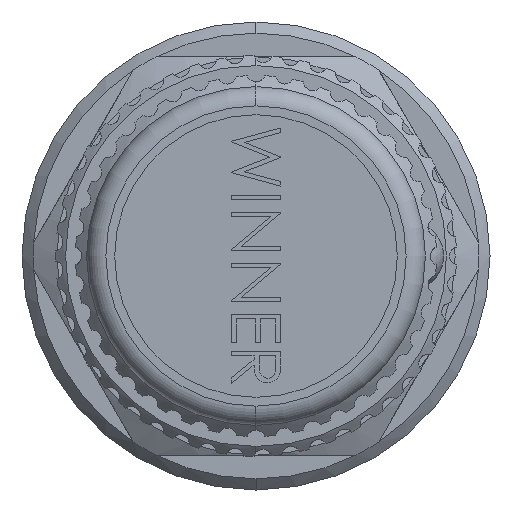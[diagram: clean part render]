
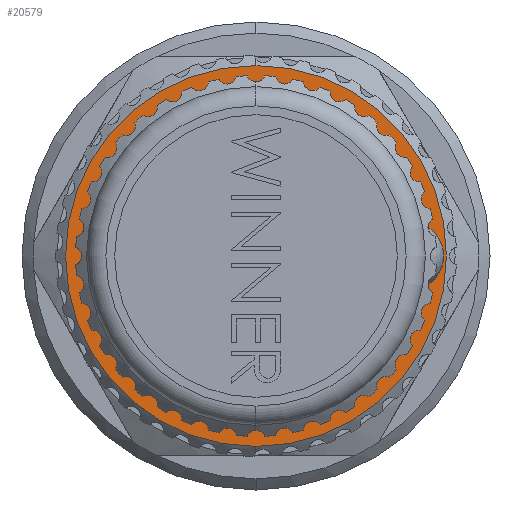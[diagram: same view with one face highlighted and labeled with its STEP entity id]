
A CAD part, left-side view. The second image highlights one B-rep face of the part: STEP entity #20579.
In plain terms, the highlighted planar face has unit normal (-1, 0, 0).
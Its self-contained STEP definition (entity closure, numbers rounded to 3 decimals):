
#232 = DIRECTION ( 'NONE',  ( 0., 0., -1. ) ) ;
#1773 = EDGE_CURVE ( 'NONE', #3817, #31512, #26767, .T. ) ;
#2152 = AXIS2_PLACEMENT_3D ( 'NONE', #30445, #27879, #25189 ) ;
#2319 = CARTESIAN_POINT ( 'NONE',  ( -17.9, 0., 0. ) ) ;
#2381 = CARTESIAN_POINT ( 'NONE',  ( -17.9, 0., 15.3 ) ) ;
#2404 = CARTESIAN_POINT ( 'NONE',  ( -17.9, 0., 0. ) ) ;
#2677 = DIRECTION ( 'NONE',  ( -1., 0., 0. ) ) ;
#3004 = DIRECTION ( 'NONE',  ( 0., 0., -1. ) ) ;
#3162 = EDGE_LOOP ( 'NONE', ( #21851, #8941 ) ) ;
#3817 = VERTEX_POINT ( 'NONE', #2381 ) ;
#4468 = DIRECTION ( 'NONE',  ( -1., 0., 0. ) ) ;
#5808 = VERTEX_POINT ( 'NONE', #7691 ) ;
#7691 = CARTESIAN_POINT ( 'NONE',  ( -17.9, 0., 8.56 ) ) ;
#8924 = ORIENTED_EDGE ( 'NONE', *, *, #28990, .T. ) ;
#8941 = ORIENTED_EDGE ( 'NONE', *, *, #13479, .F. ) ;
#9189 = AXIS2_PLACEMENT_3D ( 'NONE', #2319, #4468, #24193 ) ;
#9930 = EDGE_LOOP ( 'NONE', ( #13813, #8924 ) ) ;
#12821 = CIRCLE ( 'NONE', #31684, 8.56 ) ;
#13365 = FACE_OUTER_BOUND ( 'NONE', #9930, .T. ) ;
#13479 = EDGE_CURVE ( 'NONE', #5808, #26871, #19734, .T. ) ;
#13813 = ORIENTED_EDGE ( 'NONE', *, *, #1773, .T. ) ;
#14002 = AXIS2_PLACEMENT_3D ( 'NONE', #2404, #15014, #232 ) ;
#15014 = DIRECTION ( 'NONE',  ( -1., 0., 0. ) ) ;
#16093 = CARTESIAN_POINT ( 'NONE',  ( -17.9, 0., -15.3 ) ) ;
#17069 = CARTESIAN_POINT ( 'NONE',  ( -17.9, 0., 0. ) ) ;
#18767 = FACE_BOUND ( 'NONE', #3162, .T. ) ;
#18810 = CARTESIAN_POINT ( 'NONE',  ( -17.9, 0., -8.56 ) ) ;
#19734 = CIRCLE ( 'NONE', #2152, 8.56 ) ;
#20579 = ADVANCED_FACE ( 'NONE', ( #18767, #13365 ), #29937, .T. ) ;
#21686 = DIRECTION ( 'NONE',  ( -1., 0., 0. ) ) ;
#21851 = ORIENTED_EDGE ( 'NONE', *, *, #25808, .F. ) ;
#23977 = AXIS2_PLACEMENT_3D ( 'NONE', #24792, #2677, #3004 ) ;
#24193 = DIRECTION ( 'NONE',  ( 0., 0., -1. ) ) ;
#24792 = CARTESIAN_POINT ( 'NONE',  ( -17.9, 0., 0. ) ) ;
#25189 = DIRECTION ( 'NONE',  ( 0., 0., -1. ) ) ;
#25808 = EDGE_CURVE ( 'NONE', #26871, #5808, #12821, .T. ) ;
#26767 = CIRCLE ( 'NONE', #14002, 15.3 ) ;
#26871 = VERTEX_POINT ( 'NONE', #18810 ) ;
#27879 = DIRECTION ( 'NONE',  ( -1., 0., 0. ) ) ;
#28990 = EDGE_CURVE ( 'NONE', #31512, #3817, #30080, .T. ) ;
#29937 = PLANE ( 'NONE',  #23977 ) ;
#30080 = CIRCLE ( 'NONE', #9189, 15.3 ) ;
#30445 = CARTESIAN_POINT ( 'NONE',  ( -17.9, 0., 0. ) ) ;
#31512 = VERTEX_POINT ( 'NONE', #16093 ) ;
#31594 = DIRECTION ( 'NONE',  ( 0., 0., -1. ) ) ;
#31684 = AXIS2_PLACEMENT_3D ( 'NONE', #17069, #21686, #31594 ) ;
